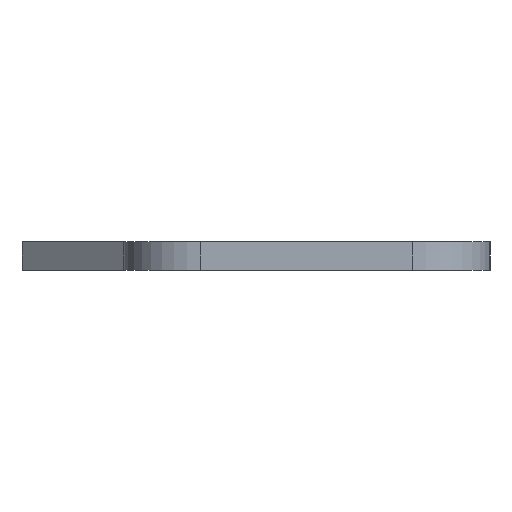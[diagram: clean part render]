
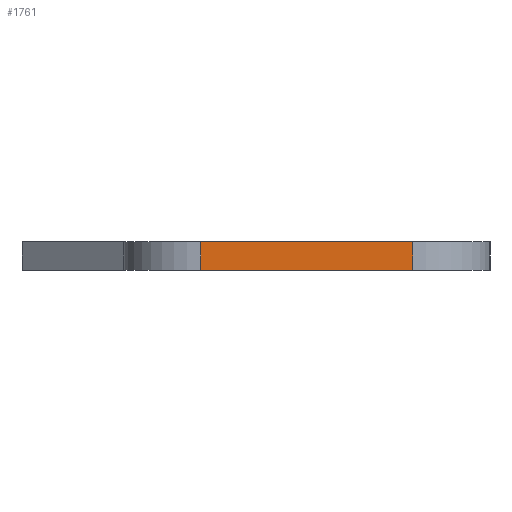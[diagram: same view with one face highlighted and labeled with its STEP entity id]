
A CAD part, left-side view. The second image highlights one B-rep face of the part: STEP entity #1761.
In plain terms, the highlighted planar face has unit normal (-1, 0, 0).
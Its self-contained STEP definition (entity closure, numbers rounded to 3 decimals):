
#53=PLANE('',#1871);
#133=FACE_OUTER_BOUND('',#237,.T.);
#237=EDGE_LOOP('',(#1341,#1342,#1343,#1344));
#343=LINE('',#2423,#579);
#417=LINE('',#2585,#653);
#419=LINE('',#2589,#655);
#420=LINE('',#2590,#656);
#579=VECTOR('',#1979,10.);
#653=VECTOR('',#2069,10.);
#655=VECTOR('',#2073,10.);
#656=VECTOR('',#2074,10.);
#832=VERTEX_POINT('',#2420);
#833=VERTEX_POINT('',#2422);
#913=VERTEX_POINT('',#2583);
#914=VERTEX_POINT('',#2588);
#1002=EDGE_CURVE('',#833,#832,#343,.T.);
#1083=EDGE_CURVE('',#913,#832,#417,.T.);
#1085=EDGE_CURVE('',#914,#913,#419,.T.);
#1086=EDGE_CURVE('',#833,#914,#420,.T.);
#1341=ORIENTED_EDGE('',*,*,#1083,.F.);
#1342=ORIENTED_EDGE('',*,*,#1085,.F.);
#1343=ORIENTED_EDGE('',*,*,#1086,.F.);
#1344=ORIENTED_EDGE('',*,*,#1002,.T.);
#1761=ADVANCED_FACE('',(#133),#53,.T.);
#1871=AXIS2_PLACEMENT_3D('',#2587,#2071,#2072);
#1979=DIRECTION('',(0.,-1.,0.));
#2069=DIRECTION('',(0.,0.,-1.));
#2071=DIRECTION('center_axis',(-1.,0.,0.));
#2072=DIRECTION('ref_axis',(0.,-1.,0.));
#2073=DIRECTION('',(0.,-1.,0.));
#2074=DIRECTION('',(0.,0.,1.));
#2420=CARTESIAN_POINT('',(0.095,80.484,2.5));
#2422=CARTESIAN_POINT('',(0.095,91.508,2.5));
#2423=CARTESIAN_POINT('',(0.095,71.695,2.5));
#2583=CARTESIAN_POINT('',(0.095,80.484,4.));
#2585=CARTESIAN_POINT('',(0.095,80.484,2.));
#2587=CARTESIAN_POINT('Origin',(0.095,95.508,0.));
#2588=CARTESIAN_POINT('',(0.095,91.508,4.));
#2589=CARTESIAN_POINT('',(0.095,0.258,4.));
#2590=CARTESIAN_POINT('',(0.095,91.508,0.));
